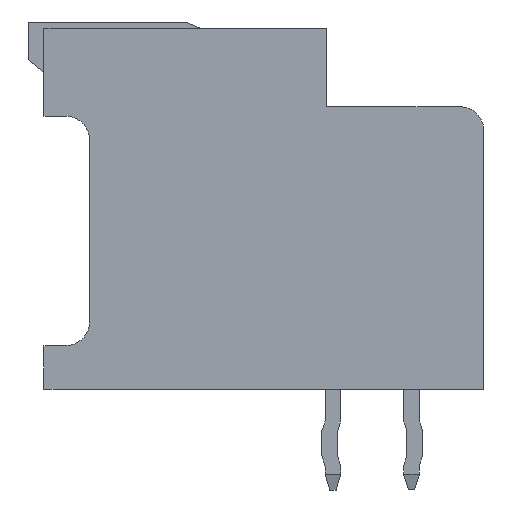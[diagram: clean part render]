
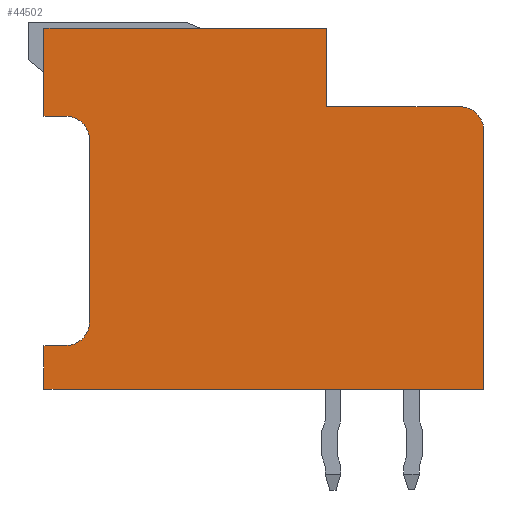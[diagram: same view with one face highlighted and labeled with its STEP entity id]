
A CAD part, left-side view. The second image highlights one B-rep face of the part: STEP entity #44502.
In plain terms, the highlighted face is planar.
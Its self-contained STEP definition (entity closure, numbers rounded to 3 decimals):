
#139=CIRCLE('',#46356,0.75);
#144=CIRCLE('',#46374,0.75);
#145=CIRCLE('',#46375,0.75);
#5018=ORIENTED_EDGE('',*,*,#12327,.T.);
#5019=ORIENTED_EDGE('',*,*,#12339,.T.);
#5020=ORIENTED_EDGE('',*,*,#12336,.T.);
#5021=ORIENTED_EDGE('',*,*,#12393,.T.);
#5022=ORIENTED_EDGE('',*,*,#12394,.T.);
#5023=ORIENTED_EDGE('',*,*,#12347,.T.);
#5024=ORIENTED_EDGE('',*,*,#12384,.T.);
#5025=ORIENTED_EDGE('',*,*,#12395,.F.);
#5026=ORIENTED_EDGE('',*,*,#12388,.T.);
#5027=ORIENTED_EDGE('',*,*,#12396,.F.);
#5028=ORIENTED_EDGE('',*,*,#12392,.T.);
#5029=ORIENTED_EDGE('',*,*,#12397,.T.);
#5030=ORIENTED_EDGE('',*,*,#12332,.T.);
#12327=EDGE_CURVE('',#16050,#16049,#19742,.T.);
#12332=EDGE_CURVE('',#16053,#16050,#19747,.T.);
#12336=EDGE_CURVE('',#16057,#16056,#19751,.T.);
#12339=EDGE_CURVE('',#16049,#16057,#139,.T.);
#12347=EDGE_CURVE('',#16065,#16064,#19760,.T.);
#12384=EDGE_CURVE('',#16064,#16094,#19793,.T.);
#12388=EDGE_CURVE('',#16095,#16098,#19797,.T.);
#12392=EDGE_CURVE('',#16099,#16102,#19801,.T.);
#12393=EDGE_CURVE('',#16056,#16103,#19802,.T.);
#12394=EDGE_CURVE('',#16103,#16065,#19803,.T.);
#12395=EDGE_CURVE('',#16095,#16094,#144,.T.);
#12396=EDGE_CURVE('',#16099,#16098,#145,.T.);
#12397=EDGE_CURVE('',#16102,#16053,#19804,.T.);
#16049=VERTEX_POINT('',#61096);
#16050=VERTEX_POINT('',#61098);
#16053=VERTEX_POINT('',#61107);
#16056=VERTEX_POINT('',#61114);
#16057=VERTEX_POINT('',#61116);
#16064=VERTEX_POINT('',#61136);
#16065=VERTEX_POINT('',#61138);
#16094=VERTEX_POINT('',#61211);
#16095=VERTEX_POINT('',#61215);
#16098=VERTEX_POINT('',#61220);
#16099=VERTEX_POINT('',#61224);
#16102=VERTEX_POINT('',#61229);
#16103=VERTEX_POINT('',#61233);
#19742=LINE('',#61097,#24271);
#19747=LINE('',#61106,#24276);
#19751=LINE('',#61115,#24280);
#19760=LINE('',#61137,#24289);
#19793=LINE('',#61212,#24322);
#19797=LINE('',#61221,#24326);
#19801=LINE('',#61230,#24330);
#19802=LINE('',#61232,#24331);
#19803=LINE('',#61234,#24332);
#19804=LINE('',#61237,#24333);
#24271=VECTOR('',#51967,1000.);
#24276=VECTOR('',#51974,1000.);
#24280=VECTOR('',#51980,1000.);
#24289=VECTOR('',#51999,1000.);
#24322=VECTOR('',#52056,1000.);
#24326=VECTOR('',#52062,1000.);
#24330=VECTOR('',#52068,1000.);
#24331=VECTOR('',#52071,1000.);
#24332=VECTOR('',#52072,1000.);
#24333=VECTOR('',#52077,1000.);
#27026=EDGE_LOOP('',(#5018,#5019,#5020,#5021,#5022,#5023,#5024,#5025,#5026,
#5027,#5028,#5029,#5030));
#28809=FACE_BOUND('',#27026,.T.);
#30550=PLANE('',#46373);
#44502=ADVANCED_FACE('',(#28809),#30550,.T.);
#46356=AXIS2_PLACEMENT_3D('',#61120,#51986,#51987);
#46373=AXIS2_PLACEMENT_3D('',#61231,#52069,#52070);
#46374=AXIS2_PLACEMENT_3D('',#61235,#52073,#52074);
#46375=AXIS2_PLACEMENT_3D('',#61236,#52075,#52076);
#51967=DIRECTION('',(0.,1.,0.));
#51974=DIRECTION('',(0.,0.,-1.));
#51980=DIRECTION('',(0.,0.,1.));
#51986=DIRECTION('',(1.,0.,0.));
#51987=DIRECTION('',(0.,0.,-1.));
#51999=DIRECTION('',(0.,-1.,0.));
#52056=DIRECTION('',(0.,0.,-1.));
#52062=DIRECTION('',(0.,-1.,0.));
#52068=DIRECTION('',(0.,0.,1.));
#52069=DIRECTION('',(1.,0.,0.));
#52070=DIRECTION('',(0.,0.,-1.));
#52071=DIRECTION('',(0.,1.,0.));
#52072=DIRECTION('',(0.,0.,1.));
#52073=DIRECTION('',(1.,0.,0.));
#52074=DIRECTION('',(0.,0.,-1.));
#52075=DIRECTION('',(1.,0.,0.));
#52076=DIRECTION('',(0.,0.,-1.));
#52077=DIRECTION('',(0.,-1.,0.));
#61096=CARTESIAN_POINT('',(20.7,3.75,-7.));
#61097=CARTESIAN_POINT('',(20.7,-4.5,-7.));
#61098=CARTESIAN_POINT('',(20.7,-4.5,-7.));
#61106=CARTESIAN_POINT('',(20.7,-4.5,7.));
#61107=CARTESIAN_POINT('',(20.7,-4.5,7.));
#61114=CARTESIAN_POINT('',(20.7,4.5,-2.));
#61115=CARTESIAN_POINT('',(20.7,4.5,-7.));
#61116=CARTESIAN_POINT('',(20.7,4.5,-6.25));
#61120=CARTESIAN_POINT('',(20.7,3.75,-6.25));
#61136=CARTESIAN_POINT('',(20.7,4.2,7.));
#61137=CARTESIAN_POINT('',(20.7,7.,7.));
#61138=CARTESIAN_POINT('',(20.7,7.,7.));
#61211=CARTESIAN_POINT('',(20.7,4.2,6.3));
#61212=CARTESIAN_POINT('',(20.7,4.2,7.));
#61215=CARTESIAN_POINT('',(20.7,3.45,5.55));
#61220=CARTESIAN_POINT('',(20.7,-2.35,5.55));
#61221=CARTESIAN_POINT('',(20.7,4.2,5.55));
#61224=CARTESIAN_POINT('',(20.7,-3.1,6.3));
#61229=CARTESIAN_POINT('',(20.7,-3.1,7.));
#61230=CARTESIAN_POINT('',(20.7,-3.1,5.55));
#61231=CARTESIAN_POINT('',(20.7,0.,0.));
#61232=CARTESIAN_POINT('',(20.7,4.5,-2.));
#61233=CARTESIAN_POINT('',(20.7,7.,-2.));
#61234=CARTESIAN_POINT('',(20.7,7.,-2.));
#61235=CARTESIAN_POINT('',(20.7,3.45,6.3));
#61236=CARTESIAN_POINT('',(20.7,-2.35,6.3));
#61237=CARTESIAN_POINT('',(20.7,-3.1,7.));
